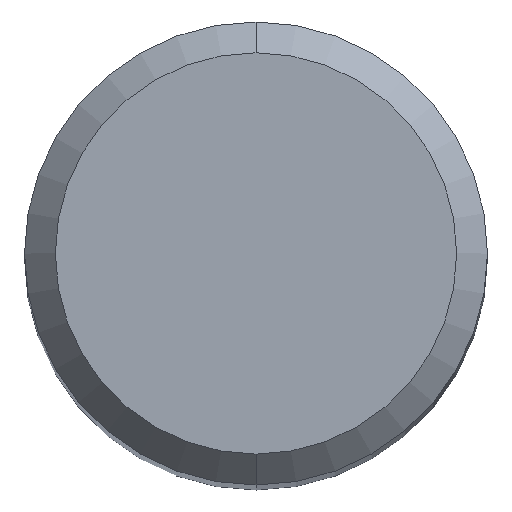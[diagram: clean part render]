
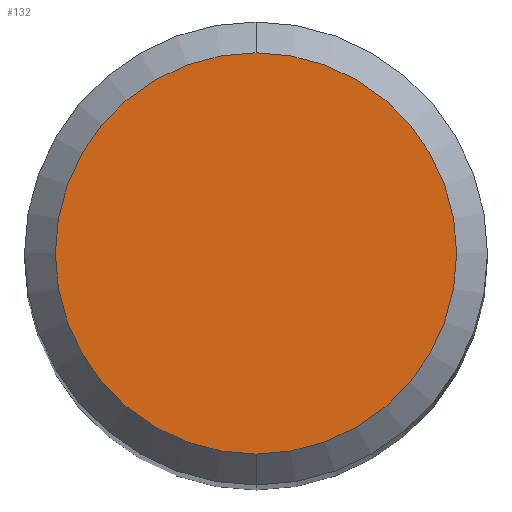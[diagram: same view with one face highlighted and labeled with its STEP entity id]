
A CAD part, top view. The second image highlights one B-rep face of the part: STEP entity #132.
In plain terms, the highlighted planar face has unit normal (0, 0, 1).
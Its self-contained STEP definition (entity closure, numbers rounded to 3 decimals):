
#100=EDGE_CURVE('',#118,#110,#249,.T.);
#110=VERTEX_POINT('',#259);
#118=VERTEX_POINT('',#267);
#132=ADVANCED_FACE('',(#283),#284,.T.);
#166=EDGE_CURVE('',#110,#118,#321,.T.);
#249=CIRCLE('',#409,2.6);
#259=CARTESIAN_POINT('',(0.0,2.6,0.0));
#267=CARTESIAN_POINT('',(0.,-2.6,0.0));
#283=FACE_OUTER_BOUND('',#450,.T.);
#284=PLANE('',#451);
#321=CIRCLE('',#500,2.6);
#409=AXIS2_PLACEMENT_3D('',#592,#593,#594);
#450=EDGE_LOOP('',(#621,#622));
#451=AXIS2_PLACEMENT_3D('',#623,#624,#625);
#500=AXIS2_PLACEMENT_3D('',#676,#677,#678);
#592=CARTESIAN_POINT('',(0.0,0.0,0.0));
#593=DIRECTION('',(0.0,0.0,-1.0));
#594=DIRECTION('',(0.0,1.0,0.0));
#621=ORIENTED_EDGE('',*,*,#166,.F.);
#622=ORIENTED_EDGE('',*,*,#100,.F.);
#623=CARTESIAN_POINT('',(0.0,1.3,0.0));
#624=DIRECTION('',(-0.0,0.0,1.0));
#625=DIRECTION('',(0.0,-1.0,0.0));
#676=CARTESIAN_POINT('',(0.0,0.0,0.0));
#677=DIRECTION('',(0.0,0.0,-1.0));
#678=DIRECTION('',(0.0,1.0,0.0));
